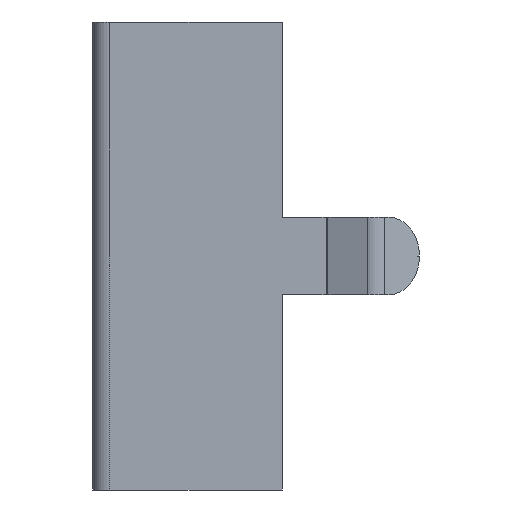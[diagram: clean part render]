
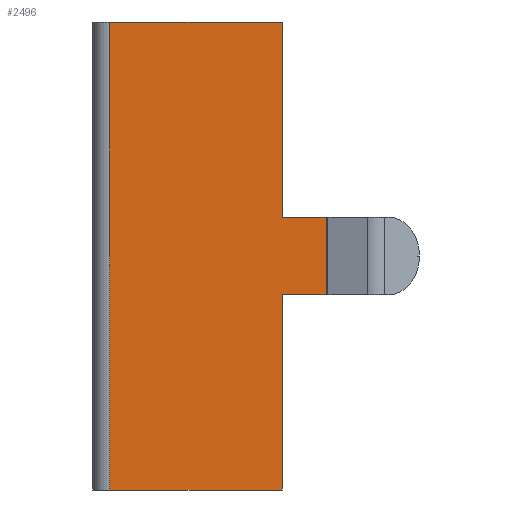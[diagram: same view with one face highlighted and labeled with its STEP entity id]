
A CAD part, left-side view. The second image highlights one B-rep face of the part: STEP entity #2496.
In plain terms, the highlighted planar face has unit normal (-1, 0, 0).
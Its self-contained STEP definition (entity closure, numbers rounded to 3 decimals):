
#67 = VERTEX_POINT ( 'NONE', #1780 ) ;
#108 = DIRECTION ( 'NONE',  ( 0., 0., -1. ) ) ;
#150 = FACE_OUTER_BOUND ( 'NONE', #466, .T. ) ;
#177 = ORIENTED_EDGE ( 'NONE', *, *, #3532, .T. ) ;
#189 = EDGE_CURVE ( 'NONE', #2658, #1997, #324, .T. ) ;
#283 = DIRECTION ( 'NONE',  ( 0., -1., 0. ) ) ;
#295 = LINE ( 'NONE', #3262, #4294 ) ;
#324 = LINE ( 'NONE', #1255, #3737 ) ;
#453 = LINE ( 'NONE', #787, #3870 ) ;
#466 = EDGE_LOOP ( 'NONE', ( #3761, #1247, #177, #518, #3540, #1306, #909, #1622 ) ) ;
#518 = ORIENTED_EDGE ( 'NONE', *, *, #3122, .T. ) ;
#767 = CARTESIAN_POINT ( 'NONE',  ( -10.6, 1.9, -0.785 ) ) ;
#787 = CARTESIAN_POINT ( 'NONE',  ( -10.6, 6.65, -0.785 ) ) ;
#836 = CARTESIAN_POINT ( 'NONE',  ( -10.6, 1.9, 0.785 ) ) ;
#909 = ORIENTED_EDGE ( 'NONE', *, *, #3741, .F. ) ;
#1183 = DIRECTION ( 'NONE',  ( 0., 0., -1. ) ) ;
#1247 = ORIENTED_EDGE ( 'NONE', *, *, #4265, .F. ) ;
#1255 = CARTESIAN_POINT ( 'NONE',  ( -10.6, 6.65, 0.785 ) ) ;
#1306 = ORIENTED_EDGE ( 'NONE', *, *, #1523, .F. ) ;
#1324 = DIRECTION ( 'NONE',  ( 0., 0., -1. ) ) ;
#1415 = PLANE ( 'NONE',  #2463 ) ;
#1458 = DIRECTION ( 'NONE',  ( -1., 0., 0. ) ) ;
#1523 = EDGE_CURVE ( 'NONE', #1932, #3535, #453, .T. ) ;
#1622 = ORIENTED_EDGE ( 'NONE', *, *, #189, .F. ) ;
#1686 = VERTEX_POINT ( 'NONE', #2607 ) ;
#1739 = LINE ( 'NONE', #3194, #2823 ) ;
#1780 = CARTESIAN_POINT ( 'NONE',  ( -10.6, 6.3, -4.76 ) ) ;
#1789 = CARTESIAN_POINT ( 'NONE',  ( -10.6, 2.79, -0.785 ) ) ;
#1799 = DIRECTION ( 'NONE',  ( 0., -1., 0. ) ) ;
#1869 = DIRECTION ( 'NONE',  ( 0., 0., -1. ) ) ;
#1932 = VERTEX_POINT ( 'NONE', #767 ) ;
#1940 = VERTEX_POINT ( 'NONE', #2696 ) ;
#1965 = LINE ( 'NONE', #4002, #2129 ) ;
#1997 = VERTEX_POINT ( 'NONE', #836 ) ;
#2124 = VECTOR ( 'NONE', #2458, 1000. ) ;
#2129 = VECTOR ( 'NONE', #108, 1000. ) ;
#2130 = DIRECTION ( 'NONE',  ( 0., -1., 0. ) ) ;
#2347 = CARTESIAN_POINT ( 'NONE',  ( -10.6, 2.79, 4.76 ) ) ;
#2400 = VERTEX_POINT ( 'NONE', #2347 ) ;
#2458 = DIRECTION ( 'NONE',  ( 0., 0., -1. ) ) ;
#2463 = AXIS2_PLACEMENT_3D ( 'NONE', #4157, #1458, #1183 ) ;
#2496 = ADVANCED_FACE ( 'NONE', ( #150 ), #1415, .T. ) ;
#2607 = CARTESIAN_POINT ( 'NONE',  ( -10.6, 6.3, 4.76 ) ) ;
#2658 = VERTEX_POINT ( 'NONE', #3234 ) ;
#2663 = VECTOR ( 'NONE', #1799, 1000. ) ;
#2696 = CARTESIAN_POINT ( 'NONE',  ( -10.6, 2.79, -4.76 ) ) ;
#2734 = LINE ( 'NONE', #3784, #3874 ) ;
#2773 = LINE ( 'NONE', #3429, #2663 ) ;
#2823 = VECTOR ( 'NONE', #1869, 1000. ) ;
#3044 = DIRECTION ( 'NONE',  ( 0., 1., 0. ) ) ;
#3097 = CARTESIAN_POINT ( 'NONE',  ( -10.6, 6.3, 4.76 ) ) ;
#3122 = EDGE_CURVE ( 'NONE', #67, #1940, #2734, .T. ) ;
#3194 = CARTESIAN_POINT ( 'NONE',  ( -10.6, 1.9, 4.76 ) ) ;
#3234 = CARTESIAN_POINT ( 'NONE',  ( -10.6, 2.79, 0.785 ) ) ;
#3260 = EDGE_CURVE ( 'NONE', #3535, #1940, #1965, .T. ) ;
#3262 = CARTESIAN_POINT ( 'NONE',  ( -10.6, 2.79, 4.76 ) ) ;
#3388 = LINE ( 'NONE', #3097, #2124 ) ;
#3397 = EDGE_CURVE ( 'NONE', #2400, #2658, #295, .T. ) ;
#3429 = CARTESIAN_POINT ( 'NONE',  ( -10.6, 6.65, 4.76 ) ) ;
#3532 = EDGE_CURVE ( 'NONE', #1686, #67, #3388, .T. ) ;
#3535 = VERTEX_POINT ( 'NONE', #1789 ) ;
#3540 = ORIENTED_EDGE ( 'NONE', *, *, #3260, .F. ) ;
#3737 = VECTOR ( 'NONE', #283, 1000. ) ;
#3741 = EDGE_CURVE ( 'NONE', #1997, #1932, #1739, .T. ) ;
#3761 = ORIENTED_EDGE ( 'NONE', *, *, #3397, .F. ) ;
#3784 = CARTESIAN_POINT ( 'NONE',  ( -10.6, 6.65, -4.76 ) ) ;
#3870 = VECTOR ( 'NONE', #3044, 1000. ) ;
#3874 = VECTOR ( 'NONE', #2130, 1000. ) ;
#4002 = CARTESIAN_POINT ( 'NONE',  ( -10.6, 2.79, 4.76 ) ) ;
#4157 = CARTESIAN_POINT ( 'NONE',  ( -10.6, 6.65, 4.76 ) ) ;
#4265 = EDGE_CURVE ( 'NONE', #1686, #2400, #2773, .T. ) ;
#4294 = VECTOR ( 'NONE', #1324, 1000. ) ;
